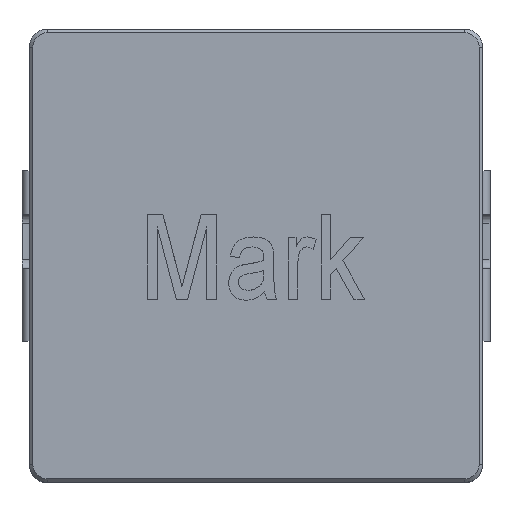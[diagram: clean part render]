
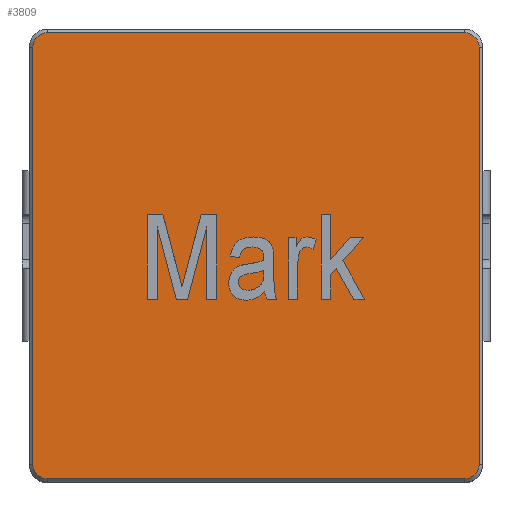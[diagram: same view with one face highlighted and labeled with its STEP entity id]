
A CAD part, top view. The second image highlights one B-rep face of the part: STEP entity #3809.
In plain terms, the highlighted planar face has unit normal (0, 0, 1).
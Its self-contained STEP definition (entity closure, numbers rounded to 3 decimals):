
#3809 = ADVANCED_FACE('',(#3810),#3880,.T.);
#3810 = FACE_BOUND('',#3811,.T.);
#3811 = EDGE_LOOP('',(#3812,#3822,#3831,#3839,#3848,#3856,#3865,#3873));
#3812 = ORIENTED_EDGE('',*,*,#3813,.T.);
#3813 = EDGE_CURVE('',#3814,#3816,#3818,.T.);
#3814 = VERTEX_POINT('',#3815);
#3815 = CARTESIAN_POINT('',(-6.15,5.75,6.3));
#3816 = VERTEX_POINT('',#3817);
#3817 = CARTESIAN_POINT('',(-6.15,-5.75,6.3));
#3818 = LINE('',#3819,#3820);
#3819 = CARTESIAN_POINT('',(-6.15,0.,6.3));
#3820 = VECTOR('',#3821,1.);
#3821 = DIRECTION('',(0.,-1.,0.));
#3822 = ORIENTED_EDGE('',*,*,#3823,.T.);
#3823 = EDGE_CURVE('',#3816,#3824,#3826,.T.);
#3824 = VERTEX_POINT('',#3825);
#3825 = CARTESIAN_POINT('',(-5.75,-6.15,6.3));
#3826 = CIRCLE('',#3827,0.4);
#3827 = AXIS2_PLACEMENT_3D('',#3828,#3829,#3830);
#3828 = CARTESIAN_POINT('',(-5.75,-5.75,6.3));
#3829 = DIRECTION('',(0.,0.,1.));
#3830 = DIRECTION('',(1.,0.,0.));
#3831 = ORIENTED_EDGE('',*,*,#3832,.T.);
#3832 = EDGE_CURVE('',#3824,#3833,#3835,.T.);
#3833 = VERTEX_POINT('',#3834);
#3834 = CARTESIAN_POINT('',(5.75,-6.15,6.3));
#3835 = LINE('',#3836,#3837);
#3836 = CARTESIAN_POINT('',(0.,-6.15,6.3));
#3837 = VECTOR('',#3838,1.);
#3838 = DIRECTION('',(1.,0.,0.));
#3839 = ORIENTED_EDGE('',*,*,#3840,.T.);
#3840 = EDGE_CURVE('',#3833,#3841,#3843,.T.);
#3841 = VERTEX_POINT('',#3842);
#3842 = CARTESIAN_POINT('',(6.15,-5.75,6.3));
#3843 = CIRCLE('',#3844,0.4);
#3844 = AXIS2_PLACEMENT_3D('',#3845,#3846,#3847);
#3845 = CARTESIAN_POINT('',(5.75,-5.75,6.3));
#3846 = DIRECTION('',(0.,0.,1.));
#3847 = DIRECTION('',(1.,0.,0.));
#3848 = ORIENTED_EDGE('',*,*,#3849,.T.);
#3849 = EDGE_CURVE('',#3841,#3850,#3852,.T.);
#3850 = VERTEX_POINT('',#3851);
#3851 = CARTESIAN_POINT('',(6.15,5.75,6.3));
#3852 = LINE('',#3853,#3854);
#3853 = CARTESIAN_POINT('',(6.15,0.,6.3));
#3854 = VECTOR('',#3855,1.);
#3855 = DIRECTION('',(0.,1.,0.));
#3856 = ORIENTED_EDGE('',*,*,#3857,.T.);
#3857 = EDGE_CURVE('',#3850,#3858,#3860,.T.);
#3858 = VERTEX_POINT('',#3859);
#3859 = CARTESIAN_POINT('',(5.75,6.15,6.3));
#3860 = CIRCLE('',#3861,0.4);
#3861 = AXIS2_PLACEMENT_3D('',#3862,#3863,#3864);
#3862 = CARTESIAN_POINT('',(5.75,5.75,6.3));
#3863 = DIRECTION('',(0.,0.,1.));
#3864 = DIRECTION('',(1.,0.,0.));
#3865 = ORIENTED_EDGE('',*,*,#3866,.T.);
#3866 = EDGE_CURVE('',#3858,#3867,#3869,.T.);
#3867 = VERTEX_POINT('',#3868);
#3868 = CARTESIAN_POINT('',(-5.75,6.15,6.3));
#3869 = LINE('',#3870,#3871);
#3870 = CARTESIAN_POINT('',(0.,6.15,6.3));
#3871 = VECTOR('',#3872,1.);
#3872 = DIRECTION('',(-1.,0.,0.));
#3873 = ORIENTED_EDGE('',*,*,#3874,.T.);
#3874 = EDGE_CURVE('',#3867,#3814,#3875,.T.);
#3875 = CIRCLE('',#3876,0.4);
#3876 = AXIS2_PLACEMENT_3D('',#3877,#3878,#3879);
#3877 = CARTESIAN_POINT('',(-5.75,5.75,6.3));
#3878 = DIRECTION('',(0.,0.,1.));
#3879 = DIRECTION('',(1.,0.,0.));
#3880 = PLANE('',#3881);
#3881 = AXIS2_PLACEMENT_3D('',#3882,#3883,#3884);
#3882 = CARTESIAN_POINT('',(0.,0.,6.3
    ));
#3883 = DIRECTION('',(0.,0.,1.));
#3884 = DIRECTION('',(1.,0.,0.));
